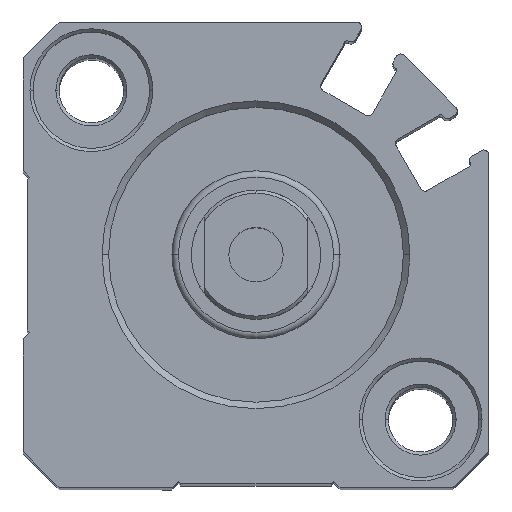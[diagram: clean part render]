
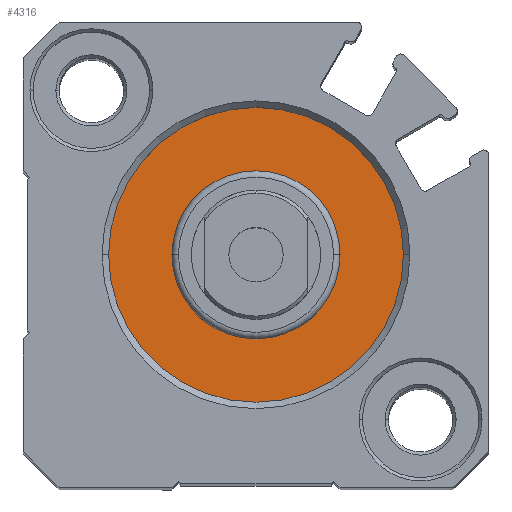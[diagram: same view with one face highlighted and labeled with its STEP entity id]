
A CAD part, top view. The second image highlights one B-rep face of the part: STEP entity #4316.
In plain terms, the highlighted planar face has unit normal (0, 0, 1).
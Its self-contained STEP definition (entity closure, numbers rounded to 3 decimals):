
#10 = VERTEX_POINT ( 'NONE', #371 ) ;
#38 = AXIS2_PLACEMENT_3D ( 'NONE', #3111, #1079, #3454 ) ;
#68 = CARTESIAN_POINT ( 'NONE',  ( -6.5, 0., 51.15 ) ) ;
#371 = CARTESIAN_POINT ( 'NONE',  ( 6.5, 0., 51.15 ) ) ;
#415 = VERTEX_POINT ( 'NONE', #3877 ) ;
#486 = CIRCLE ( 'NONE', #38, 6.5 ) ;
#521 = AXIS2_PLACEMENT_3D ( 'NONE', #1042, #3414, #1374 ) ;
#556 = DIRECTION ( 'NONE',  ( 0., 0., 1. ) ) ;
#569 = CIRCLE ( 'NONE', #3359, 11.4 ) ;
#690 = PLANE ( 'NONE',  #4245 ) ;
#812 = ORIENTED_EDGE ( 'NONE', *, *, #2715, .T. ) ;
#834 = CIRCLE ( 'NONE', #2105, 11.4 ) ;
#1029 = DIRECTION ( 'NONE',  ( 1., 0., 0. ) ) ;
#1042 = CARTESIAN_POINT ( 'NONE',  ( 0., 0., 51.15 ) ) ;
#1070 = CIRCLE ( 'NONE', #521, 6.5 ) ;
#1079 = DIRECTION ( 'NONE',  ( 0., 0., 1. ) ) ;
#1088 = VERTEX_POINT ( 'NONE', #68 ) ;
#1210 = EDGE_CURVE ( 'NONE', #415, #4257, #834, .T. ) ;
#1374 = DIRECTION ( 'NONE',  ( 1., 0., 0. ) ) ;
#1417 = ORIENTED_EDGE ( 'NONE', *, *, #4392, .F. ) ;
#1469 = CARTESIAN_POINT ( 'NONE',  ( 0., 0., 51.15 ) ) ;
#1817 = DIRECTION ( 'NONE',  ( 1., 0., 0. ) ) ;
#1866 = EDGE_CURVE ( 'NONE', #1088, #10, #1070, .T. ) ;
#1901 = FACE_BOUND ( 'NONE', #2144, .T. ) ;
#2002 = CARTESIAN_POINT ( 'NONE',  ( 11.4, 0., 51.15 ) ) ;
#2105 = AXIS2_PLACEMENT_3D ( 'NONE', #1469, #3865, #1817 ) ;
#2144 = EDGE_LOOP ( 'NONE', ( #4264, #1417 ) ) ;
#2506 = ORIENTED_EDGE ( 'NONE', *, *, #1210, .T. ) ;
#2574 = CARTESIAN_POINT ( 'NONE',  ( 0., 0., 51.15 ) ) ;
#2715 = EDGE_CURVE ( 'NONE', #4257, #415, #569, .T. ) ;
#2898 = DIRECTION ( 'NONE',  ( 1., 0., 0. ) ) ;
#3057 = DIRECTION ( 'NONE',  ( 0., 0., 1. ) ) ;
#3111 = CARTESIAN_POINT ( 'NONE',  ( 0., 0., 51.15 ) ) ;
#3359 = AXIS2_PLACEMENT_3D ( 'NONE', #2574, #556, #2898 ) ;
#3414 = DIRECTION ( 'NONE',  ( 0., 0., 1. ) ) ;
#3454 = DIRECTION ( 'NONE',  ( 1., 0., 0. ) ) ;
#3820 = FACE_OUTER_BOUND ( 'NONE', #4015, .T. ) ;
#3865 = DIRECTION ( 'NONE',  ( 0., 0., 1. ) ) ;
#3877 = CARTESIAN_POINT ( 'NONE',  ( -11.4, 0., 51.15 ) ) ;
#4015 = EDGE_LOOP ( 'NONE', ( #812, #2506 ) ) ;
#4094 = CARTESIAN_POINT ( 'NONE',  ( 0., 0., 51.15 ) ) ;
#4245 = AXIS2_PLACEMENT_3D ( 'NONE', #4094, #3057, #1029 ) ;
#4257 = VERTEX_POINT ( 'NONE', #2002 ) ;
#4264 = ORIENTED_EDGE ( 'NONE', *, *, #1866, .F. ) ;
#4316 = ADVANCED_FACE ( 'NONE', ( #1901, #3820 ), #690, .T. ) ;
#4392 = EDGE_CURVE ( 'NONE', #10, #1088, #486, .T. ) ;
